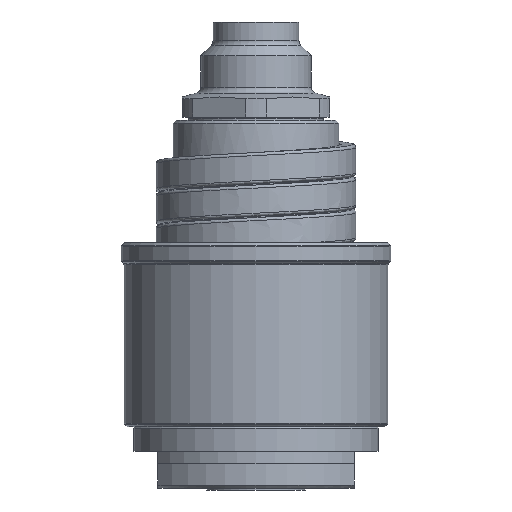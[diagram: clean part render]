
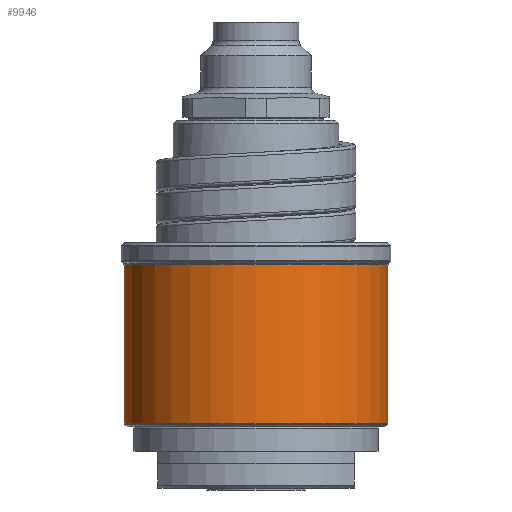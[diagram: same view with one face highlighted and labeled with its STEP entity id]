
A CAD part, front view. The second image highlights one B-rep face of the part: STEP entity #9946.
In plain terms, the highlighted cylindrical face has radius 21.5 mm (diameter 43 mm), a partial arc.
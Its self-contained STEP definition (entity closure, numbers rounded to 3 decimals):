
#2987=CARTESIAN_POINT('',(0.,0.,10.583));
#2988=DIRECTION('',(0.,0.,1.));
#2989=DIRECTION('',(-1.,0.,0.));
#2990=AXIS2_PLACEMENT_3D('',#2987,#2988,#2989);
#2992=DIRECTION('',(0.,0.,-1.));
#2993=VECTOR('',#2992,25.834);
#2994=CARTESIAN_POINT('',(-21.5,0.,36.417));
#2995=LINE('',#2994,#2993);
#2996=CARTESIAN_POINT('',(0.,0.,36.417));
#2997=DIRECTION('',(0.,0.,1.));
#2998=DIRECTION('',(-1.,0.,0.));
#2999=AXIS2_PLACEMENT_3D('',#2996,#2997,#2998);
#3001=DIRECTION('',(0.,0.,-1.));
#3002=VECTOR('',#3001,25.834);
#3003=CARTESIAN_POINT('',(21.5,0.,36.417));
#3004=LINE('',#3003,#3002);
#5522=CARTESIAN_POINT('',(21.5,0.,36.417));
#5523=CARTESIAN_POINT('',(-21.5,0.,36.417));
#5524=VERTEX_POINT('',#5522);
#5525=VERTEX_POINT('',#5523);
#5548=CARTESIAN_POINT('',(21.5,0.,10.583));
#5549=VERTEX_POINT('',#5548);
#5550=CARTESIAN_POINT('',(-21.5,0.,10.583));
#5551=VERTEX_POINT('',#5550);
#9934=CARTESIAN_POINT('',(0.,0.,8.5));
#9935=DIRECTION('',(0.,0.,1.));
#9936=DIRECTION('',(-1.,0.,0.));
#9937=AXIS2_PLACEMENT_3D('',#9934,#9935,#9936);
#9938=CYLINDRICAL_SURFACE('',#9937,21.5);
#9939=ORIENTED_EDGE('',*,*,#8169,.F.);
#9940=ORIENTED_EDGE('',*,*,#8150,.F.);
#9942=ORIENTED_EDGE('',*,*,#9941,.T.);
#9943=ORIENTED_EDGE('',*,*,#8146,.T.);
#9944=EDGE_LOOP('',(#9939,#9940,#9942,#9943));
#9945=FACE_OUTER_BOUND('',#9944,.F.);
#2991=CIRCLE('',#2990,21.5);
#3000=CIRCLE('',#2999,21.5);
#8146=EDGE_CURVE('',#5524,#5549,#3004,.T.);
#8150=EDGE_CURVE('',#5525,#5551,#2995,.T.);
#8169=EDGE_CURVE('',#5551,#5549,#2991,.T.);
#9941=EDGE_CURVE('',#5525,#5524,#3000,.T.);
#9946=ADVANCED_FACE('',(#9945),#9938,.T.);
